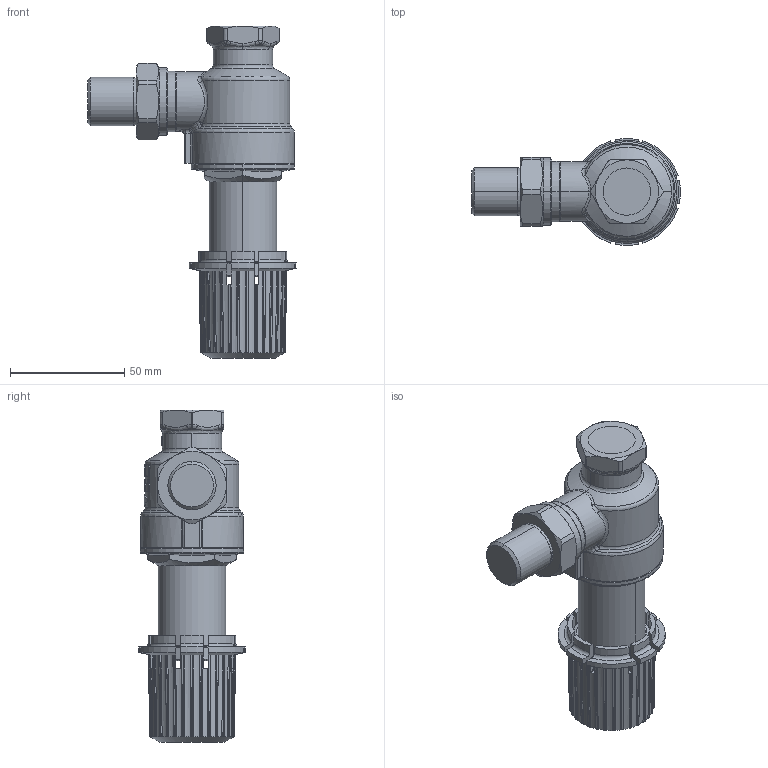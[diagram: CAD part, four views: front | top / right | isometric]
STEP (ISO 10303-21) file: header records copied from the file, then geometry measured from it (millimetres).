
FILE_DESCRIPTION((''),'2;1');
FILE_NAME('003L6003-BIM_SW0001','2023-05-15T09:06:23',('F09560'),(''),'CREO PARAMETRIC BY PTC INC, 2022124','CREO PARAMETRIC BY PTC INC, 2022124','');
FILE_SCHEMA(('AUTOMOTIVE_DESIGN { 1 0 10303 214 1 1 1 1 }'));
Products named in the file (1): 003L6003-BIM_SW0001
Bounding box: 91.14 x 46.68 x 145 mm (x, y, z)
Volume: 93816 mm3; surface area: 48328.1 mm2
Topology: 1 solids, 1 shells, 854 faces, 2352 edges, 1511 vertices
Faces by surface type: cylinder 249, plane 217, bspline 185, cone 110, extrusion 53, torus 32, sphere 8
Entity records: 44926 total; most frequent: CARTESIAN_POINT 21161, ORIENTED_EDGE 4704, DIRECTION 3171, EDGE_CURVE 2352, VERTEX_POINT 1511, AXIS2_PLACEMENT_3D 1197, B_SPLINE_CURVE_WITH_KNOTS 1114, EDGE_LOOP 885
